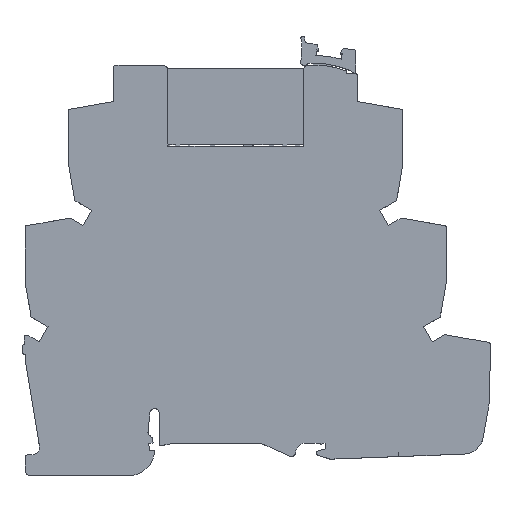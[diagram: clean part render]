
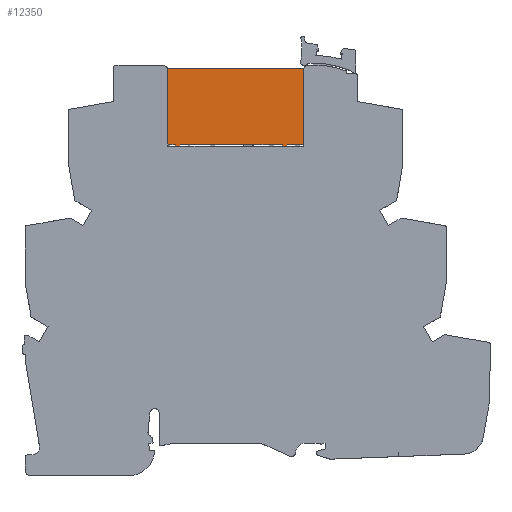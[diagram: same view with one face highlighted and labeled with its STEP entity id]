
A CAD part, top view. The second image highlights one B-rep face of the part: STEP entity #12350.
In plain terms, the highlighted planar face has unit normal (0, 0, 1).
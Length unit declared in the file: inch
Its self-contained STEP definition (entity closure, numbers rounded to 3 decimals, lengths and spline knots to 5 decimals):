
#20 = CARTESIAN_POINT ( 'NONE',  ( -0.76288, 2.12116, 0.22047 ) ) ;
#106 = DIRECTION ( 'NONE',  ( 0., 0., -1. ) ) ;
#293 = LINE ( 'NONE', #11354, #3929 ) ;
#629 = CARTESIAN_POINT ( 'NONE',  ( -0.63887, 2.11095, 0.22047 ) ) ;
#802 = EDGE_CURVE ( 'NONE', #14320, #4490, #15292, .T. ) ;
#834 = LINE ( 'NONE', #2051, #17906 ) ;
#893 = VERTEX_POINT ( 'NONE', #4296 ) ;
#962 = CARTESIAN_POINT ( 'NONE',  ( -0.60934, 2.12116, 0.22047 ) ) ;
#1179 = EDGE_CURVE ( 'NONE', #14320, #893, #9813, .T. ) ;
#1313 = VERTEX_POINT ( 'NONE', #18540 ) ;
#1749 = CARTESIAN_POINT ( 'NONE',  ( -1.62312, 1.54242, 0.22047 ) ) ;
#1790 = ORIENTED_EDGE ( 'NONE', *, *, #6666, .T. ) ;
#2051 = CARTESIAN_POINT ( 'NONE',  ( -0.63887, 2.11095, 0.22047 ) ) ;
#2069 = VECTOR ( 'NONE', #2516, 39.37008 ) ;
#2082 = VERTEX_POINT ( 'NONE', #4030 ) ;
#2516 = DIRECTION ( 'NONE',  ( 1., 0., 0. ) ) ;
#2716 = VERTEX_POINT ( 'NONE', #17234 ) ;
#2982 = DIRECTION ( 'NONE',  ( 0., -1., 0. ) ) ;
#3052 = VERTEX_POINT ( 'NONE', #15023 ) ;
#3085 = FACE_OUTER_BOUND ( 'NONE', #9915, .T. ) ;
#3119 = EDGE_CURVE ( 'NONE', #18517, #11104, #3381, .T. ) ;
#3185 = ORIENTED_EDGE ( 'NONE', *, *, #13149, .F. ) ;
#3239 = EDGE_CURVE ( 'NONE', #12668, #4896, #14327, .T. ) ;
#3282 = CARTESIAN_POINT ( 'NONE',  ( -1.62312, 1.53061, 0.22047 ) ) ;
#3381 = LINE ( 'NONE', #16697, #17014 ) ;
#3676 = VECTOR ( 'NONE', #14208, 39.37008 ) ;
#3777 = CARTESIAN_POINT ( 'NONE',  ( -1.71761, 2.10935, 0.22047 ) ) ;
#3929 = VECTOR ( 'NONE', #14206, 39.37008 ) ;
#4030 = CARTESIAN_POINT ( 'NONE',  ( -1.58375, 1.54242, 0.22047 ) ) ;
#4296 = CARTESIAN_POINT ( 'NONE',  ( -1.58375, 1.53061, 0.22047 ) ) ;
#4490 = VERTEX_POINT ( 'NONE', #1749 ) ;
#4676 = EDGE_CURVE ( 'NONE', #10854, #2082, #4900, .T. ) ;
#4896 = VERTEX_POINT ( 'NONE', #12153 ) ;
#4900 = LINE ( 'NONE', #15294, #9682 ) ;
#5217 = CIRCLE ( 'NONE', #12651, 0.03937 ) ;
#5788 = EDGE_CURVE ( 'NONE', #1313, #2716, #7754, .T. ) ;
#6585 = VECTOR ( 'NONE', #11053, 39.37008 ) ;
#6596 = DIRECTION ( 'NONE',  ( 0., 0., 1. ) ) ;
#6666 = EDGE_CURVE ( 'NONE', #3052, #2716, #17235, .T. ) ;
#7019 = PLANE ( 'NONE',  #16418 ) ;
#7072 = LINE ( 'NONE', #8208, #12286 ) ;
#7200 = ORIENTED_EDGE ( 'NONE', *, *, #17243, .F. ) ;
#7499 = CARTESIAN_POINT ( 'NONE',  ( -0.60934, 1.54242, 0.22047 ) ) ;
#7616 = CARTESIAN_POINT ( 'NONE',  ( -0.80225, 2.12116, 0.22047 ) ) ;
#7686 = ORIENTED_EDGE ( 'NONE', *, *, #4676, .F. ) ;
#7754 = LINE ( 'NONE', #20, #15262 ) ;
#8208 = CARTESIAN_POINT ( 'NONE',  ( -0.60934, 1.54242, 0.22047 ) ) ;
#8267 = EDGE_CURVE ( 'NONE', #4490, #18517, #18043, .T. ) ;
#8867 = CARTESIAN_POINT ( 'NONE',  ( -0.60934, 2.12116, 0.22047 ) ) ;
#9025 = DIRECTION ( 'NONE',  ( 0., 1., 0. ) ) ;
#9136 = DIRECTION ( 'NONE',  ( 0., -1., 0. ) ) ;
#9589 = DIRECTION ( 'NONE',  ( -1., 0., 0. ) ) ;
#9682 = VECTOR ( 'NONE', #13820, 39.37008 ) ;
#9813 = LINE ( 'NONE', #11115, #2069 ) ;
#9915 = EDGE_LOOP ( 'NONE', ( #17169, #10898, #15886, #17239, #13569, #12671, #16150, #7686, #3185, #1790, #18510, #12011, #13363, #7200 ) ) ;
#10079 = CARTESIAN_POINT ( 'NONE',  ( -0.63887, 1.54242, 0.22047 ) ) ;
#10189 = VERTEX_POINT ( 'NONE', #629 ) ;
#10255 = DIRECTION ( 'NONE',  ( -1., 0., 0. ) ) ;
#10590 = CARTESIAN_POINT ( 'NONE',  ( -0.80225, 1.54242, 0.22047 ) ) ;
#10854 = VERTEX_POINT ( 'NONE', #10590 ) ;
#10898 = ORIENTED_EDGE ( 'NONE', *, *, #13397, .F. ) ;
#11053 = DIRECTION ( 'NONE',  ( 1., 0., 0. ) ) ;
#11104 = VERTEX_POINT ( 'NONE', #13942 ) ;
#11115 = CARTESIAN_POINT ( 'NONE',  ( -1.71761, 1.53061, 0.22047 ) ) ;
#11117 = DIRECTION ( 'NONE',  ( -1., 0., 0. ) ) ;
#11354 = CARTESIAN_POINT ( 'NONE',  ( -1.58375, 2.12116, 0.22047 ) ) ;
#12011 = ORIENTED_EDGE ( 'NONE', *, *, #14170, .F. ) ;
#12153 = CARTESIAN_POINT ( 'NONE',  ( -0.63752, 2.12116, 0.22047 ) ) ;
#12286 = VECTOR ( 'NONE', #12720, 39.37008 ) ;
#12350 = ADVANCED_FACE ( 'NONE', ( #3085 ), #7019, .F. ) ;
#12463 = CARTESIAN_POINT ( 'NONE',  ( -1.68005, 2.12116, 0.22047 ) ) ;
#12651 = AXIS2_PLACEMENT_3D ( 'NONE', #16817, #6596, #9589 ) ;
#12668 = VERTEX_POINT ( 'NONE', #12463 ) ;
#12671 = ORIENTED_EDGE ( 'NONE', *, *, #1179, .T. ) ;
#12720 = DIRECTION ( 'NONE',  ( -1., 0., 0. ) ) ;
#13149 = EDGE_CURVE ( 'NONE', #3052, #10854, #15825, .T. ) ;
#13363 = ORIENTED_EDGE ( 'NONE', *, *, #15162, .F. ) ;
#13381 = VECTOR ( 'NONE', #16022, 39.37008 ) ;
#13397 = EDGE_CURVE ( 'NONE', #11104, #12668, #15310, .T. ) ;
#13569 = ORIENTED_EDGE ( 'NONE', *, *, #802, .F. ) ;
#13768 = DIRECTION ( 'NONE',  ( 0., 0., 1. ) ) ;
#13820 = DIRECTION ( 'NONE',  ( -1., 0., 0. ) ) ;
#13942 = CARTESIAN_POINT ( 'NONE',  ( -1.67824, 2.10935, 0.22047 ) ) ;
#14170 = EDGE_CURVE ( 'NONE', #17648, #1313, #7072, .T. ) ;
#14206 = DIRECTION ( 'NONE',  ( 0., -1., 0. ) ) ;
#14208 = DIRECTION ( 'NONE',  ( 0., 1., 0. ) ) ;
#14320 = VERTEX_POINT ( 'NONE', #3282 ) ;
#14327 = LINE ( 'NONE', #962, #6585 ) ;
#14707 = CARTESIAN_POINT ( 'NONE',  ( -1.71761, 1.53061, 0.22047 ) ) ;
#14818 = DIRECTION ( 'NONE',  ( -1., 0., 0. ) ) ;
#14924 = VECTOR ( 'NONE', #14818, 39.37008 ) ;
#15023 = CARTESIAN_POINT ( 'NONE',  ( -0.80225, 1.53061, 0.22047 ) ) ;
#15162 = EDGE_CURVE ( 'NONE', #10189, #17648, #834, .T. ) ;
#15262 = VECTOR ( 'NONE', #2982, 39.37008 ) ;
#15292 = LINE ( 'NONE', #17333, #3676 ) ;
#15294 = CARTESIAN_POINT ( 'NONE',  ( -0.60934, 1.54242, 0.22047 ) ) ;
#15310 = CIRCLE ( 'NONE', #18228, 0.03937 ) ;
#15825 = LINE ( 'NONE', #7616, #17434 ) ;
#15886 = ORIENTED_EDGE ( 'NONE', *, *, #3119, .F. ) ;
#16022 = DIRECTION ( 'NONE',  ( 1., 0., 0. ) ) ;
#16150 = ORIENTED_EDGE ( 'NONE', *, *, #16451, .F. ) ;
#16418 = AXIS2_PLACEMENT_3D ( 'NONE', #8867, #106, #10255 ) ;
#16451 = EDGE_CURVE ( 'NONE', #2082, #893, #293, .T. ) ;
#16697 = CARTESIAN_POINT ( 'NONE',  ( -1.67824, 2.10935, 0.22047 ) ) ;
#16817 = CARTESIAN_POINT ( 'NONE',  ( -0.5995, 2.11095, 0.22047 ) ) ;
#17014 = VECTOR ( 'NONE', #18156, 39.37008 ) ;
#17169 = ORIENTED_EDGE ( 'NONE', *, *, #3239, .F. ) ;
#17234 = CARTESIAN_POINT ( 'NONE',  ( -0.76288, 1.53061, 0.22047 ) ) ;
#17235 = LINE ( 'NONE', #14707, #13381 ) ;
#17239 = ORIENTED_EDGE ( 'NONE', *, *, #8267, .F. ) ;
#17243 = EDGE_CURVE ( 'NONE', #4896, #10189, #5217, .T. ) ;
#17333 = CARTESIAN_POINT ( 'NONE',  ( -1.62312, 2.12116, 0.22047 ) ) ;
#17434 = VECTOR ( 'NONE', #9025, 39.37008 ) ;
#17648 = VERTEX_POINT ( 'NONE', #10079 ) ;
#17906 = VECTOR ( 'NONE', #9136, 39.37008 ) ;
#18043 = LINE ( 'NONE', #7499, #14924 ) ;
#18156 = DIRECTION ( 'NONE',  ( 0., 1., 0. ) ) ;
#18228 = AXIS2_PLACEMENT_3D ( 'NONE', #3777, #13768, #11117 ) ;
#18510 = ORIENTED_EDGE ( 'NONE', *, *, #5788, .F. ) ;
#18517 = VERTEX_POINT ( 'NONE', #18832 ) ;
#18540 = CARTESIAN_POINT ( 'NONE',  ( -0.76288, 1.54242, 0.22047 ) ) ;
#18832 = CARTESIAN_POINT ( 'NONE',  ( -1.67824, 1.54242, 0.22047 ) ) ;
